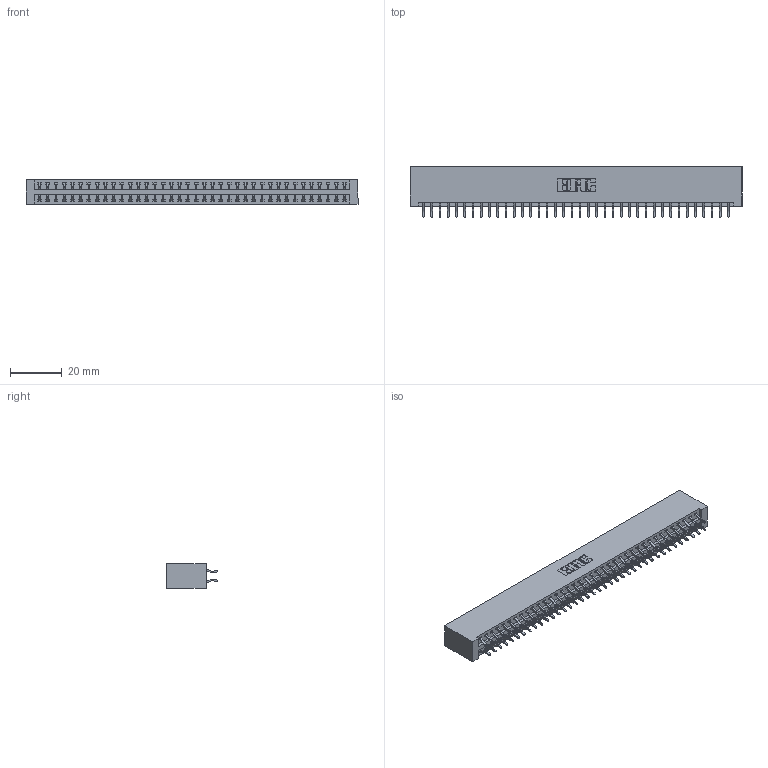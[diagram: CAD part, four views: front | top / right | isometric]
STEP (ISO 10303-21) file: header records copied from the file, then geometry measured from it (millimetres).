
FILE_DESCRIPTION (( 'STEP AP203' ), '1' );
FILE_NAME ('396-076-556-201.STEP', '2018-09-09T14:17:05', ( '' ), ( '' ), 'SwSTEP 2.0', 'SolidWorks 2016', '' );
FILE_SCHEMA (( 'CONFIG_CONTROL_DESIGN' ));
Length unit declared in the file: inch
Products named in the file (3): 346 Part_No Mounting Lugs; 345-292-001_556 Tail; 396-076-556-201
Assembly tree (77 placements, depth 2):
  396-076-556-201
    346 Part_No Mounting Lugs
    345-292-001_556 Tail  x76
Bounding box: 127.89 x 19.57 x 9.4 mm (x, y, z)
Volume: 13010 mm3; surface area: 17912.8 mm2
Topology: 77 solids, 77 shells, 4522 faces, 13453 edges, 8866 vertices
Faces by surface type: plane 3036, cylinder 1486
Entity records: 25281 total; most frequent: CARTESIAN_POINT 4184, ORIENTED_EDGE 4106, DIRECTION 3721, EDGE_CURVE 2053, LINE 1769, VECTOR 1769, VERTEX_POINT 1366, AXIS2_PLACEMENT_3D 976
